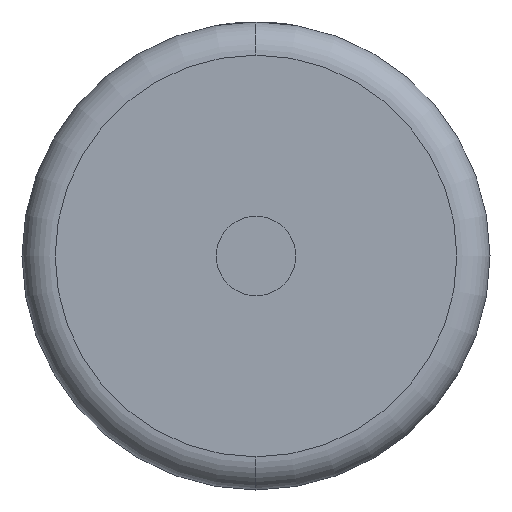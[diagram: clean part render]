
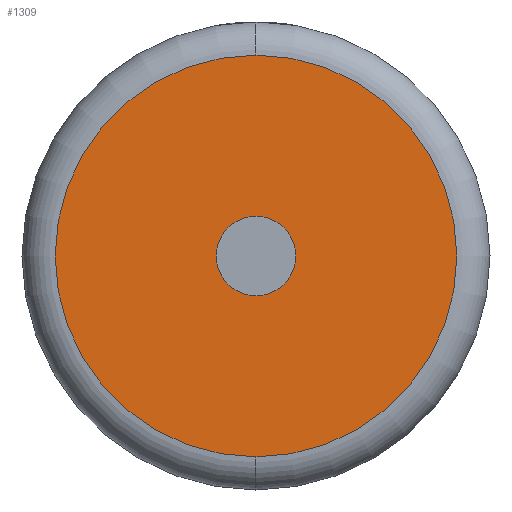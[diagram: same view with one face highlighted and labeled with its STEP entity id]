
A CAD part, left-side view. The second image highlights one B-rep face of the part: STEP entity #1309.
In plain terms, the highlighted planar face has unit normal (-1, 0, 0).
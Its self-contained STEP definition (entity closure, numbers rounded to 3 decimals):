
#87 = CARTESIAN_POINT ( 'NONE',  ( 0., 0., 0. ) ) ;
#118 = ORIENTED_EDGE ( 'NONE', *, *, #2115, .F. ) ;
#121 = CIRCLE ( 'NONE', #2100, 30.252 ) ;
#270 = CIRCLE ( 'NONE', #1044, 30.252 ) ;
#275 = ORIENTED_EDGE ( 'NONE', *, *, #2017, .T. ) ;
#326 = DIRECTION ( 'NONE',  ( 1., 0., 0. ) ) ;
#379 = CARTESIAN_POINT ( 'NONE',  ( 0., 0., -30.252 ) ) ;
#425 = AXIS2_PLACEMENT_3D ( 'NONE', #2813, #326, #2790 ) ;
#472 = EDGE_CURVE ( 'NONE', #1772, #3565, #3880, .T. ) ;
#663 = DIRECTION ( 'NONE',  ( 0., 0., -1. ) ) ;
#875 = ORIENTED_EDGE ( 'NONE', *, *, #472, .F. ) ;
#1044 = AXIS2_PLACEMENT_3D ( 'NONE', #1846, #1558, #4003 ) ;
#1169 = CARTESIAN_POINT ( 'NONE',  ( 0., 0., -6. ) ) ;
#1256 = DIRECTION ( 'NONE',  ( -1., 0., 0. ) ) ;
#1294 = AXIS2_PLACEMENT_3D ( 'NONE', #3478, #1583, #663 ) ;
#1309 = ADVANCED_FACE ( 'NONE', ( #3332, #3049 ), #1847, .F. ) ;
#1361 = ORIENTED_EDGE ( 'NONE', *, *, #1608, .T. ) ;
#1402 = VERTEX_POINT ( 'NONE', #379 ) ;
#1489 = CIRCLE ( 'NONE', #1294, 6. ) ;
#1558 = DIRECTION ( 'NONE',  ( -1., 0., 0. ) ) ;
#1583 = DIRECTION ( 'NONE',  ( -1., 0., 0. ) ) ;
#1608 = EDGE_CURVE ( 'NONE', #2685, #1402, #121, .T. ) ;
#1734 = CARTESIAN_POINT ( 'NONE',  ( 0., 0., 6. ) ) ;
#1772 = VERTEX_POINT ( 'NONE', #1734 ) ;
#1846 = CARTESIAN_POINT ( 'NONE',  ( 0., 0., 0. ) ) ;
#1847 = PLANE ( 'NONE',  #425 ) ;
#1866 = DIRECTION ( 'NONE',  ( 0., 0., -1. ) ) ;
#2017 = EDGE_CURVE ( 'NONE', #1402, #2685, #270, .T. ) ;
#2100 = AXIS2_PLACEMENT_3D ( 'NONE', #3393, #1256, #1866 ) ;
#2115 = EDGE_CURVE ( 'NONE', #3565, #1772, #1489, .T. ) ;
#2253 = DIRECTION ( 'NONE',  ( -1., 0., 0. ) ) ;
#2293 = DIRECTION ( 'NONE',  ( 0., 0., -1. ) ) ;
#2685 = VERTEX_POINT ( 'NONE', #3262 ) ;
#2790 = DIRECTION ( 'NONE',  ( 0., 0., -1. ) ) ;
#2813 = CARTESIAN_POINT ( 'NONE',  ( 0., 0., 0. ) ) ;
#3049 = FACE_BOUND ( 'NONE', #3123, .T. ) ;
#3123 = EDGE_LOOP ( 'NONE', ( #118, #875 ) ) ;
#3262 = CARTESIAN_POINT ( 'NONE',  ( 0., 0., 30.252 ) ) ;
#3301 = AXIS2_PLACEMENT_3D ( 'NONE', #87, #2253, #2293 ) ;
#3332 = FACE_OUTER_BOUND ( 'NONE', #3704, .T. ) ;
#3393 = CARTESIAN_POINT ( 'NONE',  ( 0., 0., 0. ) ) ;
#3478 = CARTESIAN_POINT ( 'NONE',  ( 0., 0., 0. ) ) ;
#3565 = VERTEX_POINT ( 'NONE', #1169 ) ;
#3704 = EDGE_LOOP ( 'NONE', ( #275, #1361 ) ) ;
#3880 = CIRCLE ( 'NONE', #3301, 6. ) ;
#4003 = DIRECTION ( 'NONE',  ( 0., 0., -1. ) ) ;
